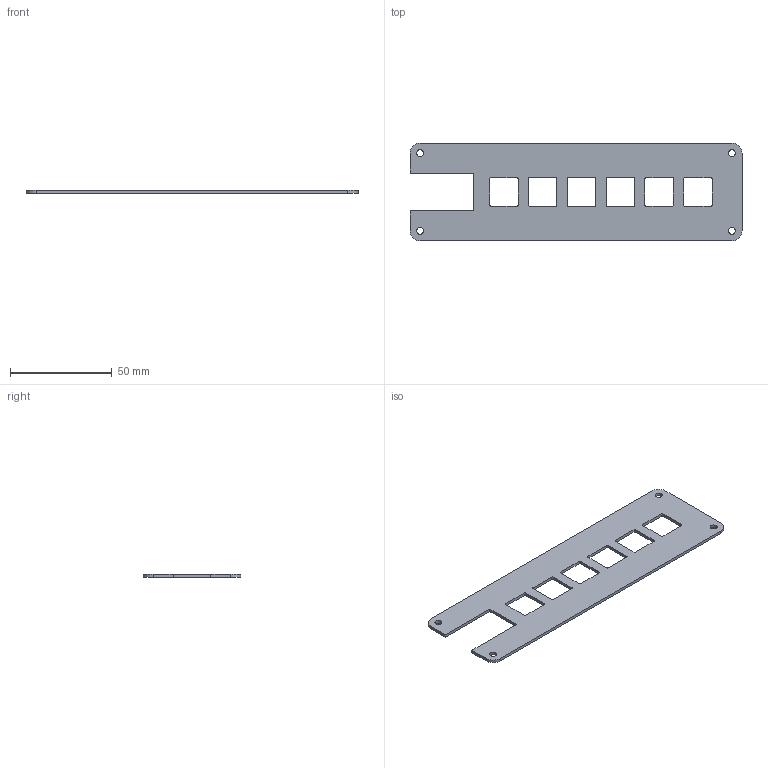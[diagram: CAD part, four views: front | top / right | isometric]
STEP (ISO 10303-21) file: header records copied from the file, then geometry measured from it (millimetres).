
FILE_DESCRIPTION(/* description */ (''),/* implementation_level */ '2;1');
FILE_NAME(/* name */ 'front_plate.step',/* time_stamp */ '2025-12-29T18:47:48-05:00',/* author */ (''),/* organization */ (''),/* preprocessor_version */ 'ST-DEVELOPER v20.1',/* originating_system */ 'Autodesk Translation Framework v14.21.0.0',/* authorisation */ '');
FILE_SCHEMA (('AUTOMOTIVE_DESIGN { 1 0 10303 214 3 1 1 }'));
Length unit declared in the file: millimetre
Products named in the file (1): 2025-12-26-20-02-12-801
Bounding box: 163.05 x 48.09 x 1.7 mm (x, y, z)
Volume: 9053 mm3; surface area: 13349.9 mm2
Topology: 1 solids, 1 shells, 111 faces, 312 edges, 208 vertices
Faces by surface type: plane 66, cylinder 32, bspline 13
Full cylindrical faces by diameter (mm): 3.4 x4
Entity records: 3780 total; most frequent: CARTESIAN_POINT 853, ORIENTED_EDGE 624, DIRECTION 548, EDGE_CURVE 312, LINE 222, VECTOR 222, VERTEX_POINT 208, AXIS2_PLACEMENT_3D 163
